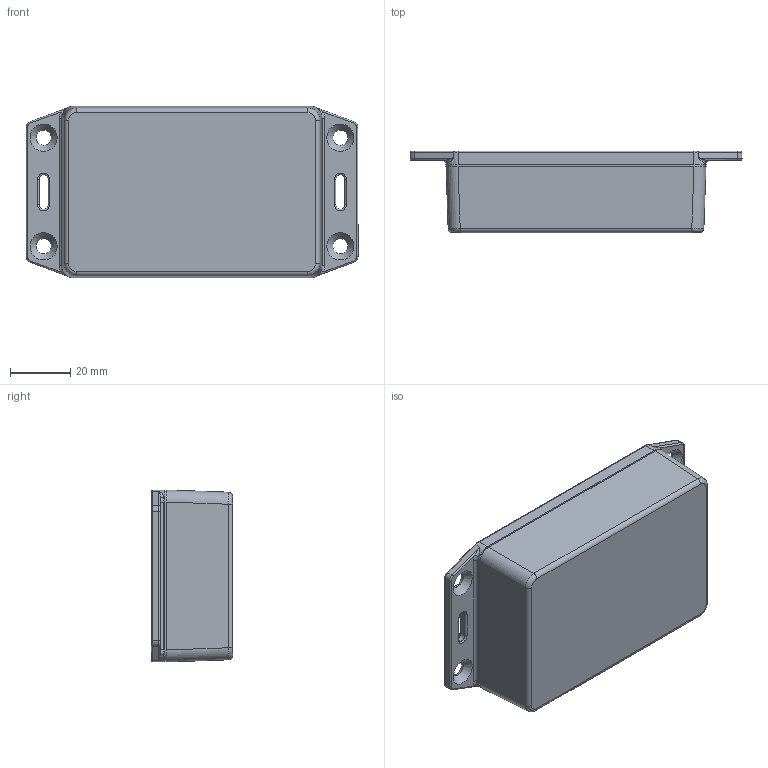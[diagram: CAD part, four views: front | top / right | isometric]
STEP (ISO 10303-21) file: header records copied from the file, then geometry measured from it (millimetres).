
FILE_DESCRIPTION(/* description */ (''),/* implementation_level */ '2;1');
FILE_NAME(/* name */ '1591XXMSFL.iam.stp',/* time_stamp */ '2015-12-21T09:50:22-05:00',/* author */ ('coop'),/* organization */ (''),/* preprocessor_version */ 'ST-DEVELOPER v16.1',/* originating_system */ 'Autodesk Inventor 2016',/* authorisation */ '');
FILE_SCHEMA (('AUTOMOTIVE_DESIGN { 1 0 10303 214 3 1 1 }'));
Products named in the file (4): 1591XXMS BOX; 1591XXMF LID; #19354; 1591XXMSFL
Assembly tree (2 placements, depth 2):
  #19354
  1591XXMSFL
    1591XXMS BOX
    1591XXMF LID
Bounding box: 110.1 x 27 x 57.04 mm (x, y, z)
Volume: 39289.5 mm3; surface area: 42264.1 mm2
Topology: 6 solids, 6 shells, 657 faces, 1616 edges, 1018 vertices
Faces by surface type: plane 323, bspline 150, cylinder 88, cone 80, torus 16
Full cylindrical faces by diameter (mm): 2.946 x4, 3.5 x4, 5 x4, 5.232 x4
Entity records: 19344 total; most frequent: CARTESIAN_POINT 6762, ORIENTED_EDGE 2650, DIRECTION 2268, EDGE_CURVE 1325, VERTEX_POINT 867, AXIS2_PLACEMENT_3D 769, LINE 730, VECTOR 730
